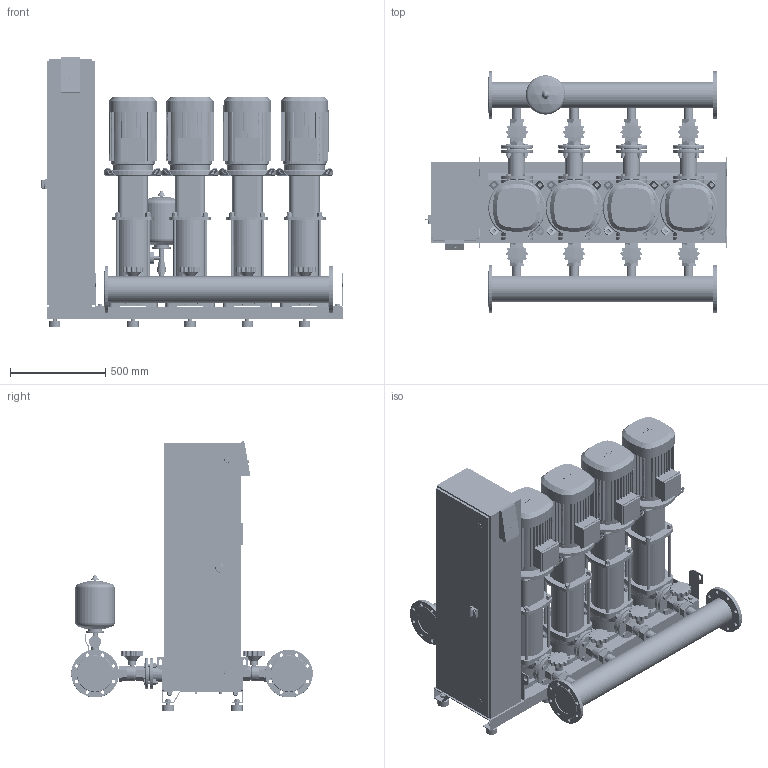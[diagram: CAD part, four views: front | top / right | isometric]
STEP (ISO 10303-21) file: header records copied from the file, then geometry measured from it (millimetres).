
FILE_DESCRIPTION((''),'2;1');
FILE_NAME('3d_SiBoostSmart4HELIXV2207-2540736.stp','2016-01-25T10:51:17',(''),(''),'Mechanical Desktop 2009','Mechanical Desktop 2009',', , ');
FILE_SCHEMA(('CONFIG_CONTROL_DESIGN'));
Length unit declared in the file: millimetre
Products named in the file (1): Product
Bounding box: 1580 x 1266 x 1413.4 mm (x, y, z)
Volume: 362603795.3 mm3; surface area: 18945523.2 mm2
Topology: 229 solids, 229 shells, 6164 faces, 15268 edges, 9963 vertices
Faces by surface type: plane 2655, cylinder 1982, bspline 1033, cone 366, torus 114, sphere 14
Entity records: 195008 total; most frequent: CARTESIAN_POINT 47418, ORIENTED_EDGE 30524, DIRECTION 30506, EDGE_CURVE 15262, AXIS2_PLACEMENT_3D 10832, VERTEX_POINT 9960, VECTOR 8842, LINE 8842
